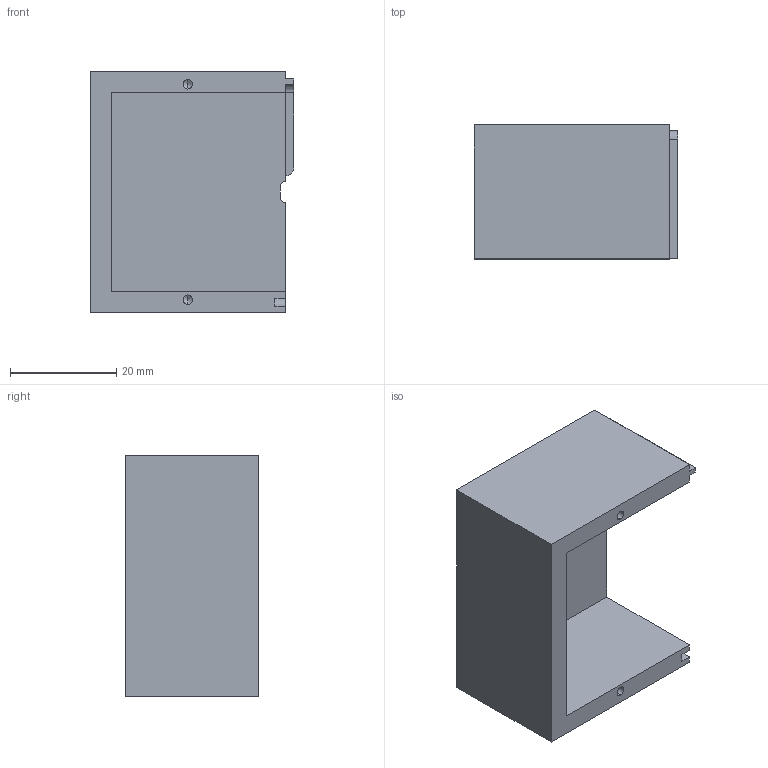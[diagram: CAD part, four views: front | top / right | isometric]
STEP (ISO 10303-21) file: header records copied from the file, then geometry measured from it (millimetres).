
FILE_DESCRIPTION (( 'STEP AP214' ), '1' );
FILE_NAME ('Box02_Uni.STEP', '2023-08-04T18:17:10', ( '' ), ( '' ), 'SwSTEP 2.0', 'SolidWorks 2021', '' );
FILE_SCHEMA (( 'AUTOMOTIVE_DESIGN' ));
Length unit declared in the file: millimetre
Products named in the file (1): Box02_Uni
Bounding box: 38.34 x 25.18 x 45.5 mm (x, y, z)
Volume: 14976.7 mm3; surface area: 9280.9 mm2
Topology: 1 solids, 1 shells, 39 faces, 107 edges, 68 vertices
Faces by surface type: plane 23, cylinder 12, cone 4
Entity records: 1283 total; most frequent: CARTESIAN_POINT 211, DIRECTION 207, ORIENTED_EDGE 206, EDGE_CURVE 103, VECTOR 79, LINE 79, VERTEX_POINT 68, AXIS2_PLACEMENT_3D 64
